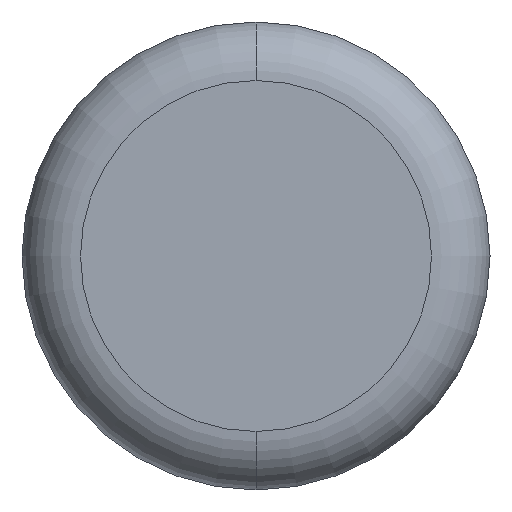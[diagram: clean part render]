
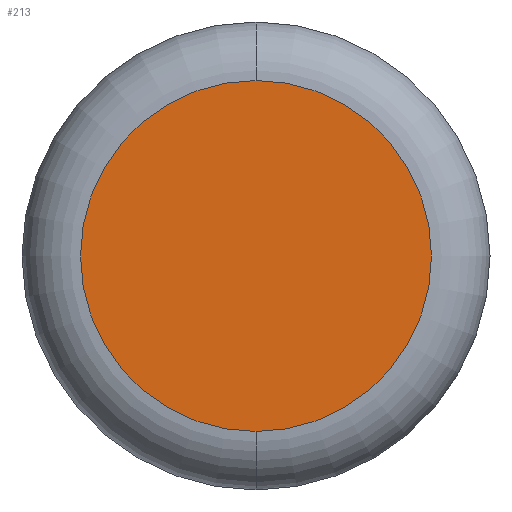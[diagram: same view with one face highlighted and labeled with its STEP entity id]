
A CAD part, front view. The second image highlights one B-rep face of the part: STEP entity #213.
In plain terms, the highlighted planar face has unit normal (0, -1, 0).
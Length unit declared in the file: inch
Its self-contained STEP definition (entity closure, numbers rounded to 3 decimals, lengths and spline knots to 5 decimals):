
#62 = CARTESIAN_POINT ( 'NONE',  ( 0., 0., 0.375 ) ) ;
#65 = DIRECTION ( 'NONE',  ( 0., -1., 0. ) ) ;
#111 = EDGE_CURVE ( 'NONE', #405, #247, #209, .T. ) ;
#127 = EDGE_LOOP ( 'NONE', ( #534, #410 ) ) ;
#147 = FACE_OUTER_BOUND ( 'NONE', #127, .T. ) ;
#181 = DIRECTION ( 'NONE',  ( 0., 0., -1. ) ) ;
#206 = DIRECTION ( 'NONE',  ( 0., 0., -1. ) ) ;
#209 = CIRCLE ( 'NONE', #461, 0.375 ) ;
#213 = ADVANCED_FACE ( 'NONE', ( #147 ), #268, .T. ) ;
#238 = AXIS2_PLACEMENT_3D ( 'NONE', #458, #416, #206 ) ;
#247 = VERTEX_POINT ( 'NONE', #372 ) ;
#268 = PLANE ( 'NONE',  #508 ) ;
#288 = CIRCLE ( 'NONE', #238, 0.375 ) ;
#315 = CARTESIAN_POINT ( 'NONE',  ( 0., 0., 0. ) ) ;
#331 = DIRECTION ( 'NONE',  ( 0., 0., -1. ) ) ;
#372 = CARTESIAN_POINT ( 'NONE',  ( 0., 0., -0.375 ) ) ;
#405 = VERTEX_POINT ( 'NONE', #62 ) ;
#410 = ORIENTED_EDGE ( 'NONE', *, *, #111, .T. ) ;
#416 = DIRECTION ( 'NONE',  ( 0., -1., 0. ) ) ;
#422 = CARTESIAN_POINT ( 'NONE',  ( 0., 0., 0. ) ) ;
#443 = DIRECTION ( 'NONE',  ( 0., -1., 0. ) ) ;
#458 = CARTESIAN_POINT ( 'NONE',  ( 0., 0., 0. ) ) ;
#461 = AXIS2_PLACEMENT_3D ( 'NONE', #422, #65, #181 ) ;
#504 = EDGE_CURVE ( 'NONE', #247, #405, #288, .T. ) ;
#508 = AXIS2_PLACEMENT_3D ( 'NONE', #315, #443, #331 ) ;
#534 = ORIENTED_EDGE ( 'NONE', *, *, #504, .T. ) ;
